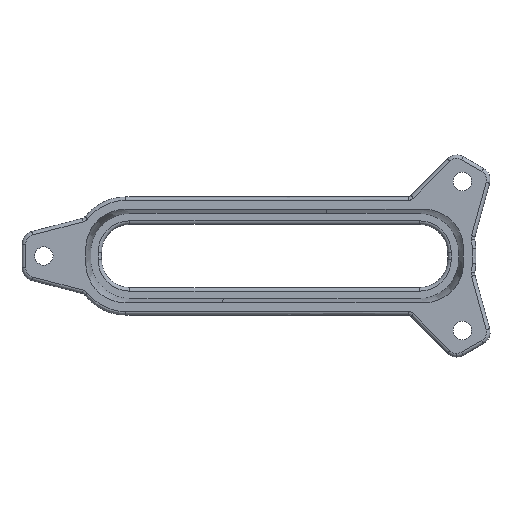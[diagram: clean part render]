
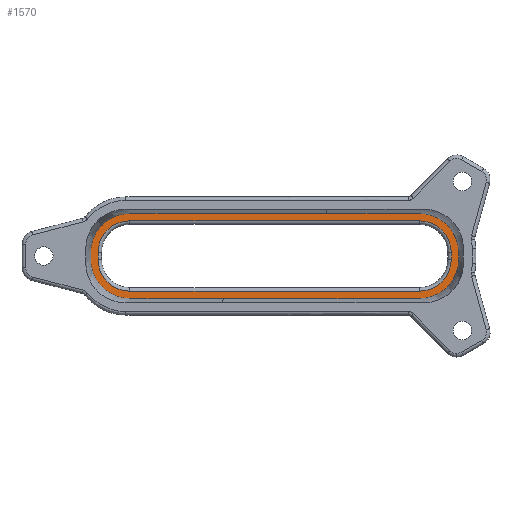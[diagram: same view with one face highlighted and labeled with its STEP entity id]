
A CAD part, front view. The second image highlights one B-rep face of the part: STEP entity #1570.
In plain terms, the highlighted planar face has unit normal (0, -1, 0).
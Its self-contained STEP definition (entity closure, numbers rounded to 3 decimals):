
#5 = VERTEX_POINT ( 'NONE', #2790 ) ;
#13 = CIRCLE ( 'NONE', #5504, 9. ) ;
#104 = ORIENTED_EDGE ( 'NONE', *, *, #1223, .T. ) ;
#166 = CARTESIAN_POINT ( 'NONE',  ( 30.225, 5., 45.85 ) ) ;
#244 = CARTESIAN_POINT ( 'NONE',  ( -52.375, 5., 44.35 ) ) ;
#254 = FACE_OUTER_BOUND ( 'NONE', #1278, .T. ) ;
#272 = CARTESIAN_POINT ( 'NONE',  ( -45.075, 5., 35.35 ) ) ;
#281 = VERTEX_POINT ( 'NONE', #4913 ) ;
#319 = LINE ( 'NONE', #1828, #2488 ) ;
#397 = EDGE_CURVE ( 'NONE', #5571, #3721, #1690, .T. ) ;
#413 = VERTEX_POINT ( 'NONE', #5304 ) ;
#428 = DIRECTION ( 'NONE',  ( 0., 1., 0. ) ) ;
#564 = AXIS2_PLACEMENT_3D ( 'NONE', #6593, #428, #1435 ) ;
#584 = VERTEX_POINT ( 'NONE', #4824 ) ;
#606 = DIRECTION ( 'NONE',  ( 0., 0., 1. ) ) ;
#636 = DIRECTION ( 'NONE',  ( -1., 0., 0. ) ) ;
#659 = CARTESIAN_POINT ( 'NONE',  ( 21.225, 5., 44.35 ) ) ;
#662 = CIRCLE ( 'NONE', #3768, 9. ) ;
#710 = DIRECTION ( 'NONE',  ( 0., 0., -1. ) ) ;
#758 = ORIENTED_EDGE ( 'NONE', *, *, #397, .T. ) ;
#786 = AXIS2_PLACEMENT_3D ( 'NONE', #1296, #1725, #2198 ) ;
#881 = LINE ( 'NONE', #1814, #6277 ) ;
#916 = DIRECTION ( 'NONE',  ( 0., 0., -1. ) ) ;
#983 = VERTEX_POINT ( 'NONE', #5311 ) ;
#1062 = CARTESIAN_POINT ( 'NONE',  ( 28.525, 5., 45.85 ) ) ;
#1117 = CARTESIAN_POINT ( 'NONE',  ( -45.075, 5., 54.85 ) ) ;
#1223 = EDGE_CURVE ( 'NONE', #2468, #3535, #4647, .T. ) ;
#1272 = CARTESIAN_POINT ( 'NONE',  ( -45.075, 5., 35.35 ) ) ;
#1278 = EDGE_LOOP ( 'NONE', ( #6113, #1892, #4076, #5197, #3274, #3946, #1452, #2213, #5946, #4403 ) ) ;
#1296 = CARTESIAN_POINT ( 'NONE',  ( -45.075, 5., 45.85 ) ) ;
#1336 = AXIS2_PLACEMENT_3D ( 'NONE', #2371, #1868, #5918 ) ;
#1435 = DIRECTION ( 'NONE',  ( 0., 0., -1. ) ) ;
#1452 = ORIENTED_EDGE ( 'NONE', *, *, #2404, .F. ) ;
#1483 = DIRECTION ( 'NONE',  ( 0., 0., -1. ) ) ;
#1517 = CIRCLE ( 'NONE', #1619, 7.3 ) ;
#1570 = ADVANCED_FACE ( 'NONE', ( #6316, #254 ), #3211, .T. ) ;
#1595 = ORIENTED_EDGE ( 'NONE', *, *, #6124, .T. ) ;
#1600 = CARTESIAN_POINT ( 'NONE',  ( -54.075, 5., 45.85 ) ) ;
#1619 = AXIS2_PLACEMENT_3D ( 'NONE', #659, #1629, #2706 ) ;
#1629 = DIRECTION ( 'NONE',  ( 0., 1., 0. ) ) ;
#1690 = LINE ( 'NONE', #1062, #5178 ) ;
#1710 = LINE ( 'NONE', #166, #4999 ) ;
#1725 = DIRECTION ( 'NONE',  ( 0., -1., 0. ) ) ;
#1726 = DIRECTION ( 'NONE',  ( 0., 0., -1. ) ) ;
#1746 = VERTEX_POINT ( 'NONE', #6242 ) ;
#1797 = ORIENTED_EDGE ( 'NONE', *, *, #6513, .T. ) ;
#1804 = LINE ( 'NONE', #1272, #4756 ) ;
#1814 = CARTESIAN_POINT ( 'NONE',  ( -52.375, 5., 45.85 ) ) ;
#1828 = CARTESIAN_POINT ( 'NONE',  ( -45.075, 5., 35.35 ) ) ;
#1868 = DIRECTION ( 'NONE',  ( 0., 1., 0. ) ) ;
#1878 = CARTESIAN_POINT ( 'NONE',  ( 21.225, 5., 54.85 ) ) ;
#1892 = ORIENTED_EDGE ( 'NONE', *, *, #6569, .F. ) ;
#1894 = CARTESIAN_POINT ( 'NONE',  ( 21.225, 5., 35.35 ) ) ;
#1911 = EDGE_CURVE ( 'NONE', #1746, #2468, #4736, .T. ) ;
#1942 = DIRECTION ( 'NONE',  ( 0., 0., 1. ) ) ;
#2029 = CARTESIAN_POINT ( 'NONE',  ( -45.075, 5., 37.05 ) ) ;
#2067 = DIRECTION ( 'NONE',  ( 0., 0., -1. ) ) ;
#2111 = CARTESIAN_POINT ( 'NONE',  ( -45.075, 5., 45.85 ) ) ;
#2154 = VECTOR ( 'NONE', #636, 1000. ) ;
#2177 = LINE ( 'NONE', #1600, #4980 ) ;
#2198 = DIRECTION ( 'NONE',  ( 0., 0., -1. ) ) ;
#2213 = ORIENTED_EDGE ( 'NONE', *, *, #3838, .F. ) ;
#2346 = VERTEX_POINT ( 'NONE', #1894 ) ;
#2371 = CARTESIAN_POINT ( 'NONE',  ( -45.075, 5., 45.85 ) ) ;
#2404 = EDGE_CURVE ( 'NONE', #3472, #4530, #319, .T. ) ;
#2468 = VERTEX_POINT ( 'NONE', #2029 ) ;
#2488 = VECTOR ( 'NONE', #4425, 1000. ) ;
#2706 = DIRECTION ( 'NONE',  ( 0., 0., -1. ) ) ;
#2716 = CARTESIAN_POINT ( 'NONE',  ( 28.525, 5., 45.85 ) ) ;
#2774 = DIRECTION ( 'NONE',  ( 0., 0., -1. ) ) ;
#2790 = CARTESIAN_POINT ( 'NONE',  ( 30.225, 5., 44.35 ) ) ;
#2886 = EDGE_CURVE ( 'NONE', #5, #2346, #662, .T. ) ;
#2897 = EDGE_CURVE ( 'NONE', #3721, #1746, #1517, .T. ) ;
#2933 = CIRCLE ( 'NONE', #6059, 9. ) ;
#2972 = VERTEX_POINT ( 'NONE', #1878 ) ;
#2994 = EDGE_CURVE ( 'NONE', #6546, #4762, #13, .T. ) ;
#3211 = PLANE ( 'NONE',  #786 ) ;
#3274 = ORIENTED_EDGE ( 'NONE', *, *, #4146, .F. ) ;
#3353 = CARTESIAN_POINT ( 'NONE',  ( -45.075, 5., 53.15 ) ) ;
#3415 = CARTESIAN_POINT ( 'NONE',  ( 21.225, 5., 45.85 ) ) ;
#3472 = VERTEX_POINT ( 'NONE', #4116 ) ;
#3535 = VERTEX_POINT ( 'NONE', #244 ) ;
#3572 = CIRCLE ( 'NONE', #564, 9. ) ;
#3573 = EDGE_LOOP ( 'NONE', ( #6140, #5406, #1595, #1797, #758, #6514, #4694, #104 ) ) ;
#3664 = DIRECTION ( 'NONE',  ( 1., 0., 0. ) ) ;
#3721 = VERTEX_POINT ( 'NONE', #4035 ) ;
#3731 = DIRECTION ( 'NONE',  ( 1., 0., 0. ) ) ;
#3768 = AXIS2_PLACEMENT_3D ( 'NONE', #5561, #6251, #1942 ) ;
#3805 = VECTOR ( 'NONE', #6522, 1000. ) ;
#3838 = EDGE_CURVE ( 'NONE', #2346, #3472, #1804, .T. ) ;
#3946 = ORIENTED_EDGE ( 'NONE', *, *, #3963, .F. ) ;
#3963 = EDGE_CURVE ( 'NONE', #4530, #584, #3572, .T. ) ;
#4028 = CARTESIAN_POINT ( 'NONE',  ( 30.225, 5., 45.85 ) ) ;
#4035 = CARTESIAN_POINT ( 'NONE',  ( 28.525, 5., 44.35 ) ) ;
#4043 = CARTESIAN_POINT ( 'NONE',  ( 21.225, 5., 45.85 ) ) ;
#4066 = DIRECTION ( 'NONE',  ( 0., 1., 0. ) ) ;
#4076 = ORIENTED_EDGE ( 'NONE', *, *, #6561, .F. ) ;
#4099 = CARTESIAN_POINT ( 'NONE',  ( -45.075, 5., 37.05 ) ) ;
#4116 = CARTESIAN_POINT ( 'NONE',  ( -23.645, 5., 35.35 ) ) ;
#4146 = EDGE_CURVE ( 'NONE', #584, #6546, #2177, .T. ) ;
#4206 = LINE ( 'NONE', #1117, #5540 ) ;
#4344 = CIRCLE ( 'NONE', #6188, 7.3 ) ;
#4403 = ORIENTED_EDGE ( 'NONE', *, *, #6530, .F. ) ;
#4425 = DIRECTION ( 'NONE',  ( -1., 0., 0. ) ) ;
#4530 = VERTEX_POINT ( 'NONE', #272 ) ;
#4647 = CIRCLE ( 'NONE', #5404, 7.3 ) ;
#4694 = ORIENTED_EDGE ( 'NONE', *, *, #1911, .T. ) ;
#4699 = CARTESIAN_POINT ( 'NONE',  ( -45.075, 5., 54.85 ) ) ;
#4736 = LINE ( 'NONE', #4099, #2154 ) ;
#4756 = VECTOR ( 'NONE', #5421, 1000. ) ;
#4762 = VERTEX_POINT ( 'NONE', #4699 ) ;
#4824 = CARTESIAN_POINT ( 'NONE',  ( -54.075, 5., 44.35 ) ) ;
#4913 = CARTESIAN_POINT ( 'NONE',  ( -52.375, 5., 45.85 ) ) ;
#4916 = EDGE_CURVE ( 'NONE', #2972, #6405, #2933, .T. ) ;
#4980 = VECTOR ( 'NONE', #606, 1000. ) ;
#4986 = CARTESIAN_POINT ( 'NONE',  ( -45.075, 5., 44.35 ) ) ;
#4991 = DIRECTION ( 'NONE',  ( 0., 0., 1. ) ) ;
#4999 = VECTOR ( 'NONE', #710, 1000. ) ;
#5160 = VERTEX_POINT ( 'NONE', #6272 ) ;
#5178 = VECTOR ( 'NONE', #2067, 1000. ) ;
#5197 = ORIENTED_EDGE ( 'NONE', *, *, #2994, .F. ) ;
#5227 = CARTESIAN_POINT ( 'NONE',  ( -45.075, 5., 54.85 ) ) ;
#5304 = CARTESIAN_POINT ( 'NONE',  ( -45.075, 5., 53.15 ) ) ;
#5311 = CARTESIAN_POINT ( 'NONE',  ( 21.225, 5., 53.15 ) ) ;
#5366 = EDGE_CURVE ( 'NONE', #3535, #281, #881, .T. ) ;
#5404 = AXIS2_PLACEMENT_3D ( 'NONE', #4986, #5528, #916 ) ;
#5406 = ORIENTED_EDGE ( 'NONE', *, *, #6239, .T. ) ;
#5421 = DIRECTION ( 'NONE',  ( -1., 0., 0. ) ) ;
#5452 = LINE ( 'NONE', #3353, #3805 ) ;
#5481 = DIRECTION ( 'NONE',  ( 0., 1., 0. ) ) ;
#5504 = AXIS2_PLACEMENT_3D ( 'NONE', #2111, #4066, #1726 ) ;
#5528 = DIRECTION ( 'NONE',  ( 0., 1., 0. ) ) ;
#5540 = VECTOR ( 'NONE', #3731, 1000. ) ;
#5561 = CARTESIAN_POINT ( 'NONE',  ( 21.225, 5., 44.35 ) ) ;
#5571 = VERTEX_POINT ( 'NONE', #2716 ) ;
#5791 = CARTESIAN_POINT ( 'NONE',  ( -54.075, 5., 45.85 ) ) ;
#5867 = LINE ( 'NONE', #5227, #6392 ) ;
#5918 = DIRECTION ( 'NONE',  ( 0., 0., -1. ) ) ;
#5946 = ORIENTED_EDGE ( 'NONE', *, *, #2886, .F. ) ;
#6059 = AXIS2_PLACEMENT_3D ( 'NONE', #3415, #5481, #2774 ) ;
#6106 = DIRECTION ( 'NONE',  ( 0., 1., 0. ) ) ;
#6113 = ORIENTED_EDGE ( 'NONE', *, *, #4916, .F. ) ;
#6124 = EDGE_CURVE ( 'NONE', #413, #983, #5452, .T. ) ;
#6140 = ORIENTED_EDGE ( 'NONE', *, *, #5366, .T. ) ;
#6188 = AXIS2_PLACEMENT_3D ( 'NONE', #4043, #6106, #1483 ) ;
#6239 = EDGE_CURVE ( 'NONE', #281, #413, #6495, .T. ) ;
#6242 = CARTESIAN_POINT ( 'NONE',  ( 21.225, 5., 37.05 ) ) ;
#6251 = DIRECTION ( 'NONE',  ( 0., 1., 0. ) ) ;
#6272 = CARTESIAN_POINT ( 'NONE',  ( 0., 5., 54.85 ) ) ;
#6277 = VECTOR ( 'NONE', #4991, 1000. ) ;
#6316 = FACE_BOUND ( 'NONE', #3573, .T. ) ;
#6392 = VECTOR ( 'NONE', #3664, 1000. ) ;
#6405 = VERTEX_POINT ( 'NONE', #4028 ) ;
#6495 = CIRCLE ( 'NONE', #1336, 7.3 ) ;
#6513 = EDGE_CURVE ( 'NONE', #983, #5571, #4344, .T. ) ;
#6514 = ORIENTED_EDGE ( 'NONE', *, *, #2897, .T. ) ;
#6522 = DIRECTION ( 'NONE',  ( 1., 0., 0. ) ) ;
#6530 = EDGE_CURVE ( 'NONE', #6405, #5, #1710, .T. ) ;
#6546 = VERTEX_POINT ( 'NONE', #5791 ) ;
#6561 = EDGE_CURVE ( 'NONE', #4762, #5160, #4206, .T. ) ;
#6569 = EDGE_CURVE ( 'NONE', #5160, #2972, #5867, .T. ) ;
#6593 = CARTESIAN_POINT ( 'NONE',  ( -45.075, 5., 44.35 ) ) ;
